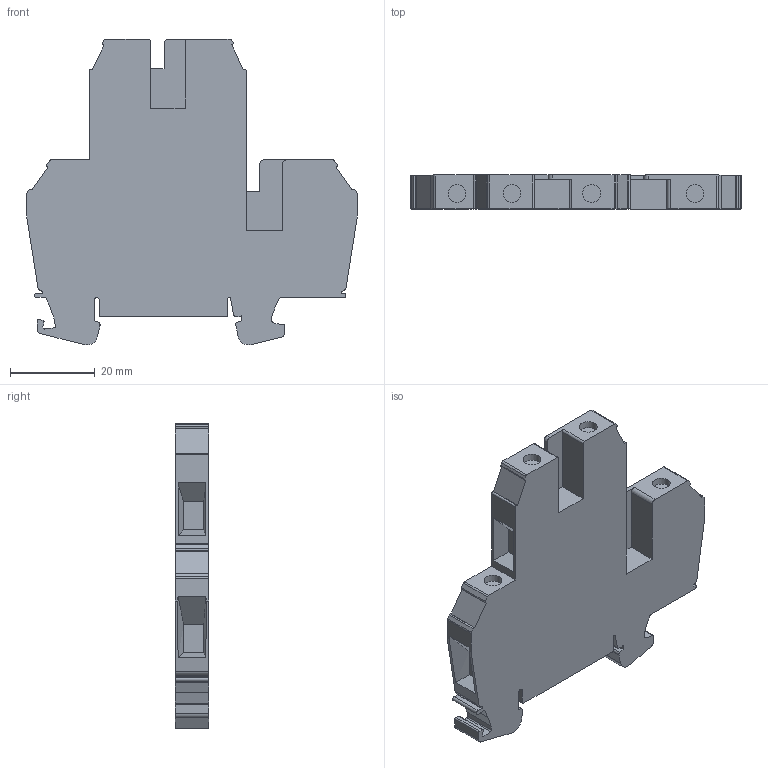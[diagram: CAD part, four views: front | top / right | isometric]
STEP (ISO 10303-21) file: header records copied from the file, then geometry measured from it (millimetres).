
FILE_DESCRIPTION( ( 'STEP AP214' ), '1' );
FILE_NAME( 'CDK6-20200810.stp', '2022-12-14T12:43:22', ( ' ' ), ( ' ' ), 'XStep 1.0', ' ', ' ' );
FILE_SCHEMA( ( 'CONFIG_CONTROL_DESIGN) ( )' ) );
Length unit declared in the file: metre
Products named in the file (1): CDK6
Bounding box: 78 x 8 x 72.19 mm (x, y, z)
Volume: 27447 mm3; surface area: 11073.8 mm2
Topology: 1 solids, 1 shells, 148 faces, 421 edges, 281 vertices
Faces by surface type: plane 94, cylinder 50, bspline 4
Full cylindrical faces by diameter (mm): 4.2 x4
Entity records: 6126 total; most frequent: CARTESIAN_POINT 1031, ORIENTED_EDGE 832, DIRECTION 790, EDGE_CURVE 416, LINE 300, VECTOR 300, VERTEX_POINT 280, AXIS2_PLACEMENT_3D 245
